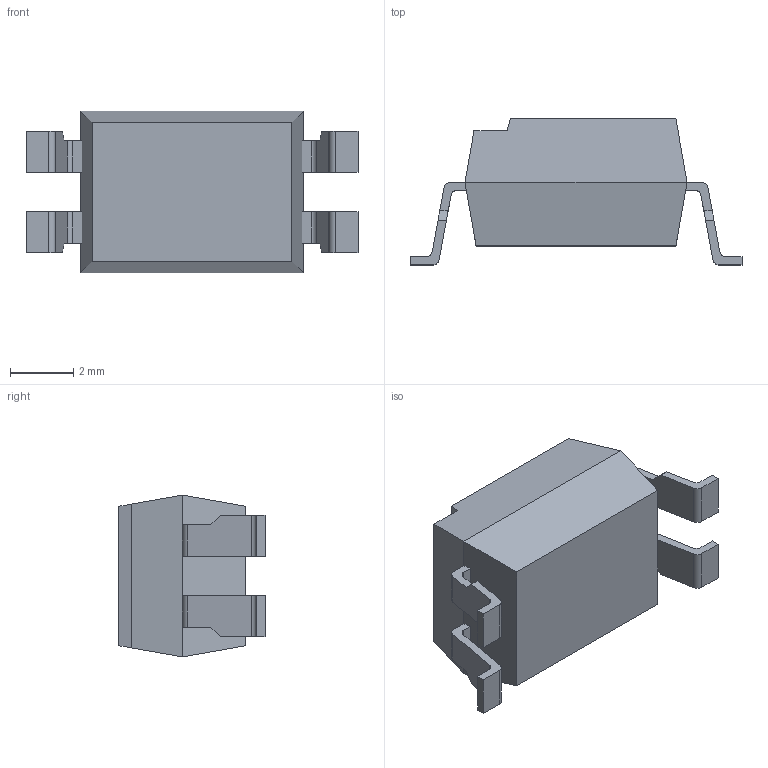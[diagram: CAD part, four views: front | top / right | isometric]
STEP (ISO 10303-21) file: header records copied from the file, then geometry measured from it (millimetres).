
FILE_DESCRIPTION (( 'STEP AP214' ), '1' );
FILE_NAME ('User Library-FOD817.STEP', '2021-01-25T14:06:55', ( '' ), ( '' ), 'SwSTEP 2.0', 'SolidWorks 2020', '' );
FILE_SCHEMA (( 'AUTOMOTIVE_DESIGN' ));
Length unit declared in the file: millimetre
Products named in the file (1): User Library-FOD817
Bounding box: 10.46 x 4.6 x 5.1 mm (x, y, z)
Volume: 129.1 mm3; surface area: 189.2 mm2
Topology: 1 solids, 1 shells, 72 faces, 198 edges, 128 vertices
Faces by surface type: plane 56, cylinder 16
Entity records: 3084 total; most frequent: CARTESIAN_POINT 399, ORIENTED_EDGE 396, DIRECTION 376, EDGE_CURVE 198, VECTOR 166, LINE 166, VERTEX_POINT 128, AXIS2_PLACEMENT_3D 105
